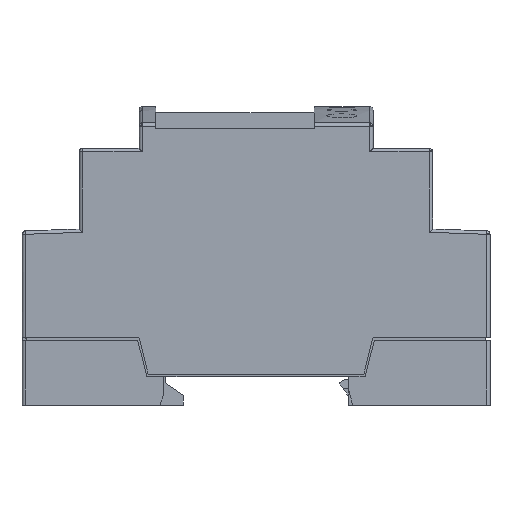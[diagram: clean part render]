
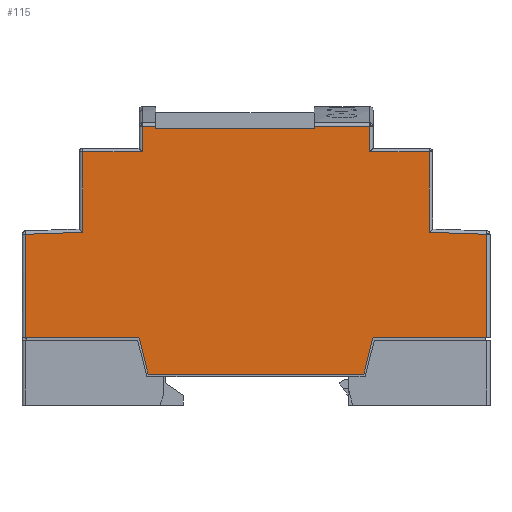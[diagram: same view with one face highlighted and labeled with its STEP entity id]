
A CAD part, left-side view. The second image highlights one B-rep face of the part: STEP entity #115.
In plain terms, the highlighted planar face has unit normal (-1, 0, 0).
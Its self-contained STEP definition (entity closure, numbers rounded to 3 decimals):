
#115=ADVANCED_FACE('Corps principal',(#1028),#1029,.F.);
#1028=FACE_OUTER_BOUND('',#2887,.T.);
#1029=PLANE('',#2888);
#2887=EDGE_LOOP('',(#5220,#5221,#5222,#5223,#5224,#5225,#5226,#5227,#5228,#5229,#5230,#5231,#5232,#5233,#5234,#5235,#5236,#5237,#5238,#5239));
#2888=AXIS2_PLACEMENT_3D('',#5240,#5241,#5242);
#5220=ORIENTED_EDGE('',*,*,#11805,.F.);
#5221=ORIENTED_EDGE('',*,*,#11806,.T.);
#5222=ORIENTED_EDGE('',*,*,#11807,.F.);
#5223=ORIENTED_EDGE('',*,*,#11808,.F.);
#5224=ORIENTED_EDGE('',*,*,#11809,.F.);
#5225=ORIENTED_EDGE('',*,*,#11810,.F.);
#5226=ORIENTED_EDGE('',*,*,#11811,.F.);
#5227=ORIENTED_EDGE('',*,*,#11812,.F.);
#5228=ORIENTED_EDGE('',*,*,#11711,.F.);
#5229=ORIENTED_EDGE('',*,*,#11804,.F.);
#5230=ORIENTED_EDGE('',*,*,#11813,.T.);
#5231=ORIENTED_EDGE('',*,*,#11814,.F.);
#5232=ORIENTED_EDGE('',*,*,#11815,.T.);
#5233=ORIENTED_EDGE('',*,*,#11816,.F.);
#5234=ORIENTED_EDGE('',*,*,#11817,.T.);
#5235=ORIENTED_EDGE('',*,*,#11818,.F.);
#5236=ORIENTED_EDGE('',*,*,#11819,.F.);
#5237=ORIENTED_EDGE('',*,*,#11820,.T.);
#5238=ORIENTED_EDGE('',*,*,#11821,.T.);
#5239=ORIENTED_EDGE('',*,*,#11822,.T.);
#5240=CARTESIAN_POINT('',(-35.6,0.0,0.0));
#5241=DIRECTION('',(1.0,-0.0,0.0));
#5242=DIRECTION('',(0.0,1.0,0.0));
#11711=EDGE_CURVE('',#13860,#13862,#13863,.T.);
#11804=EDGE_CURVE('',#14028,#13860,#14030,.T.);
#11805=EDGE_CURVE('',#14031,#14032,#14033,.T.);
#11806=EDGE_CURVE('',#14031,#14034,#14035,.F.);
#11807=EDGE_CURVE('',#14036,#14034,#14037,.F.);
#11808=EDGE_CURVE('',#14038,#14036,#14039,.T.);
#11809=EDGE_CURVE('',#14040,#14038,#14041,.T.);
#11810=EDGE_CURVE('',#14042,#14040,#14043,.T.);
#11811=EDGE_CURVE('',#14044,#14042,#14045,.T.);
#11812=EDGE_CURVE('',#13862,#14044,#14046,.T.);
#11813=EDGE_CURVE('',#14028,#14047,#14048,.F.);
#11814=EDGE_CURVE('',#14049,#14047,#14050,.T.);
#11815=EDGE_CURVE('',#14049,#14051,#14052,.F.);
#11816=EDGE_CURVE('',#14053,#14051,#14054,.T.);
#11817=EDGE_CURVE('',#14053,#14055,#14056,.T.);
#11818=EDGE_CURVE('',#14057,#14055,#14058,.T.);
#11819=EDGE_CURVE('',#14059,#14057,#14060,.T.);
#11820=EDGE_CURVE('',#14059,#14061,#14062,.T.);
#11821=EDGE_CURVE('',#14061,#14063,#14064,.T.);
#11822=EDGE_CURVE('',#14063,#14032,#14065,.T.);
#13860=VERTEX_POINT('',#17370);
#13862=VERTEX_POINT('',#17383);
#13863=LINE('',#17384,#17385);
#14028=VERTEX_POINT('',#17684);
#14030=LINE('',#17686,#17687);
#14031=VERTEX_POINT('',#17688);
#14032=VERTEX_POINT('',#17689);
#14033=LINE('',#17690,#17691);
#14034=VERTEX_POINT('',#17692);
#14035=LINE('',#17693,#17694);
#14036=VERTEX_POINT('',#17695);
#14037=LINE('',#17696,#17697);
#14038=VERTEX_POINT('',#17698);
#14039=LINE('',#17699,#17700);
#14040=VERTEX_POINT('',#17701);
#14041=LINE('',#17702,#17703);
#14042=VERTEX_POINT('',#17704);
#14043=LINE('',#17705,#17706);
#14044=VERTEX_POINT('',#17707);
#14045=LINE('',#17708,#17709);
#14046=LINE('',#17710,#17711);
#14047=VERTEX_POINT('',#17712);
#14048=LINE('',#17713,#17714);
#14049=VERTEX_POINT('',#17715);
#14050=LINE('',#17716,#17717);
#14051=VERTEX_POINT('',#17718);
#14052=LINE('',#17719,#17720);
#14053=VERTEX_POINT('',#17721);
#14054=LINE('',#17722,#17723);
#14055=VERTEX_POINT('',#17724);
#14056=LINE('',#17725,#17726);
#14057=VERTEX_POINT('',#17727);
#14058=LINE('',#17728,#17729);
#14059=VERTEX_POINT('',#17730);
#14060=LINE('',#17731,#17732);
#14061=VERTEX_POINT('',#17733);
#14062=LINE('',#17734,#17735);
#14063=VERTEX_POINT('',#17736);
#14064=LINE('',#17737,#17738);
#14065=LINE('',#17739,#17740);
#17370=CARTESIAN_POINT('',(-35.6,-44.35,0.));
#17383=CARTESIAN_POINT('',(-35.6,-22.5,0.));
#17384=CARTESIAN_POINT('',(-35.6,-33.425,0.));
#17385=VECTOR('',#26679,1.0);
#17684=CARTESIAN_POINT('',(-35.6,-44.35,19.872));
#17686=CARTESIAN_POINT('',(-35.6,-44.35,17.103));
#17687=VECTOR('',#26792,1.0);
#17688=CARTESIAN_POINT('',(-35.6,33.35,35.75));
#17689=CARTESIAN_POINT('',(-35.6,21.85,35.75));
#17690=CARTESIAN_POINT('',(-35.6,27.6,35.75));
#17691=VECTOR('',#26793,1.0);
#17692=CARTESIAN_POINT('',(-35.6,33.35,20.256));
#17693=CARTESIAN_POINT('',(-35.6,33.35,28.003));
#17694=VECTOR('',#26794,1.0);
#17695=CARTESIAN_POINT('',(-35.6,44.35,19.872));
#17696=CARTESIAN_POINT('',(-35.6,38.85,20.064));
#17697=VECTOR('',#26795,1.0);
#17698=CARTESIAN_POINT('',(-35.6,44.35,0.0));
#17699=CARTESIAN_POINT('',(-35.6,44.35,9.936));
#17700=VECTOR('',#26796,1.0);
#17701=CARTESIAN_POINT('',(-35.6,22.5,0.));
#17702=CARTESIAN_POINT('',(-35.6,33.425,0.0));
#17703=VECTOR('',#26797,1.0);
#17704=CARTESIAN_POINT('',(-35.6,20.755,-7.0));
#17705=CARTESIAN_POINT('',(-35.6,21.627,-3.5));
#17706=VECTOR('',#26798,1.0);
#17707=CARTESIAN_POINT('',(-35.6,-20.755,-7.0));
#17708=CARTESIAN_POINT('',(-35.6,0.0,-7.0));
#17709=VECTOR('',#26799,1.0);
#17710=CARTESIAN_POINT('',(-35.6,-21.627,-3.5));
#17711=VECTOR('',#26800,1.0);
#17712=CARTESIAN_POINT('',(-35.6,-33.35,20.256));
#17713=CARTESIAN_POINT('',(-35.6,-38.85,20.064));
#17714=VECTOR('',#26801,1.0);
#17715=CARTESIAN_POINT('',(-35.6,-33.35,35.75));
#17716=CARTESIAN_POINT('',(-35.6,-33.35,28.003));
#17717=VECTOR('',#26802,1.0);
#17718=CARTESIAN_POINT('',(-35.6,-21.85,35.75));
#17719=CARTESIAN_POINT('',(-35.6,-27.6,35.75));
#17720=VECTOR('',#26803,1.0);
#17721=CARTESIAN_POINT('',(-35.6,-21.85,40.662));
#17722=CARTESIAN_POINT('',(-35.6,-21.85,38.206));
#17723=VECTOR('',#26804,1.0);
#17724=CARTESIAN_POINT('',(-35.6,-11.2,40.662));
#17725=CARTESIAN_POINT('',(-35.6,-16.525,40.662));
#17726=VECTOR('',#26805,1.0);
#17727=CARTESIAN_POINT('',(-35.6,-11.2,40.2));
#17728=CARTESIAN_POINT('',(-35.6,-11.2,40.431));
#17729=VECTOR('',#26806,1.0);
#17730=CARTESIAN_POINT('',(-35.6,19.3,40.2));
#17731=CARTESIAN_POINT('',(-35.6,4.05,40.2));
#17732=VECTOR('',#26807,1.0);
#17733=CARTESIAN_POINT('',(-35.6,19.3,40.662));
#17734=CARTESIAN_POINT('',(-35.6,19.3,40.431));
#17735=VECTOR('',#26808,1.0);
#17736=CARTESIAN_POINT('',(-35.6,21.85,40.662));
#17737=CARTESIAN_POINT('',(-35.6,20.575,40.662));
#17738=VECTOR('',#26809,1.0);
#17739=CARTESIAN_POINT('',(-35.6,21.85,38.206));
#17740=VECTOR('',#26810,1.0);
#26679=DIRECTION('',(0.0,1.0,0.0));
#26792=DIRECTION('',(0.0,0.0,-1.0));
#26793=DIRECTION('',(0.0,-1.0,0.0));
#26794=DIRECTION('',(0.0,0.0,1.0));
#26795=DIRECTION('',(0.0,0.999,-0.035));
#26796=DIRECTION('',(0.0,0.0,1.0));
#26797=DIRECTION('',(0.0,1.0,0.0));
#26798=DIRECTION('',(0.0,0.242,0.97));
#26799=DIRECTION('',(0.0,1.0,0.0));
#26800=DIRECTION('',(0.0,0.242,-0.97));
#26801=DIRECTION('',(0.0,-0.999,-0.035));
#26802=DIRECTION('',(0.0,0.0,-1.0));
#26803=DIRECTION('',(0.0,-1.0,0.0));
#26804=DIRECTION('',(0.0,0.0,-1.0));
#26805=DIRECTION('',(0.0,1.0,0.0));
#26806=DIRECTION('',(0.0,0.0,1.0));
#26807=DIRECTION('',(0.0,-1.0,0.0));
#26808=DIRECTION('',(0.0,0.0,1.0));
#26809=DIRECTION('',(0.0,1.0,0.0));
#26810=DIRECTION('',(0.0,0.0,-1.0));
